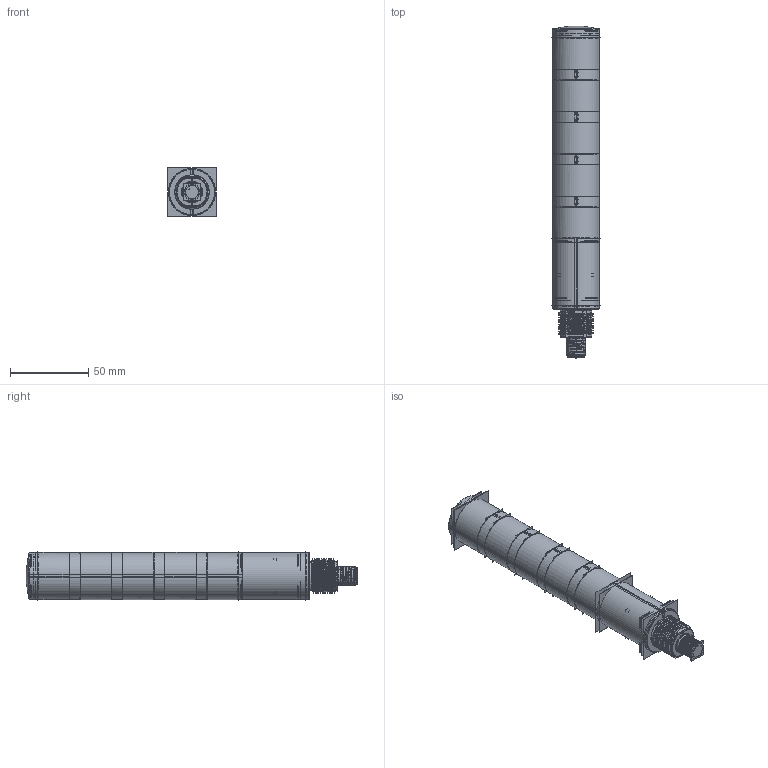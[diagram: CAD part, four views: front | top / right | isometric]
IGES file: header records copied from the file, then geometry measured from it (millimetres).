
Start section:  PTC IGES file: 204602.igs
Global section: file name: 204602.igs; native system: Creo Parametric by PTC Inc.; preprocessor: 2016260; author: pdmadmin; organization: Unknown; date: 20180509.142605; units: millimetre
Bounding box: 31.23 x 211.78 x 31.22 mm (x, y, z)
Volume: 55072.7 mm3; surface area: 306441.8 mm2
Topology: 13 solids, 13 shells, 3452 faces, 16622 edges, 20407 vertices
Faces by surface type: bspline 2244, revolution 1208
